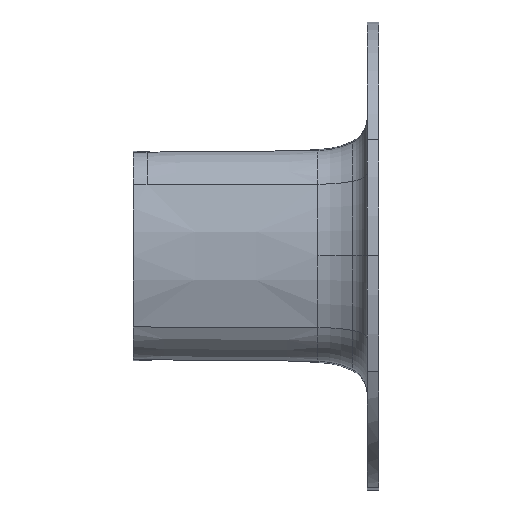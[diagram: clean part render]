
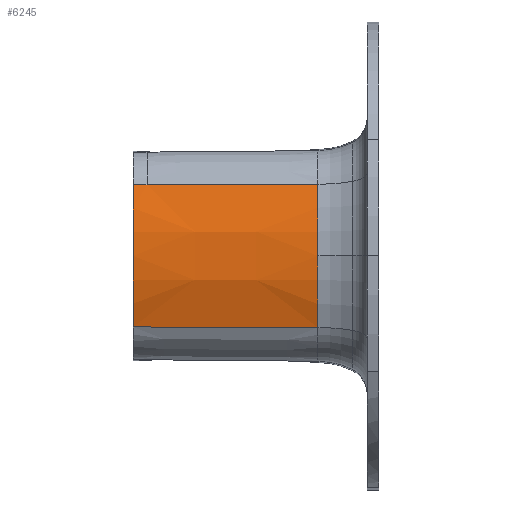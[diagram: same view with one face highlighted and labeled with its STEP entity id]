
A CAD part, top view. The second image highlights one B-rep face of the part: STEP entity #6245.
In plain terms, the highlighted conical face has half-angle 0.5 degrees and reference radius 44.015 mm.
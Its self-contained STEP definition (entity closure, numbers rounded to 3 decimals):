
#3318=CARTESIAN_POINT('Vertex',(-8.76,-15.288,17.716)) ;
#3322=CARTESIAN_POINT('Control Point',(-8.76,-15.288,17.716)) ;
#3323=CARTESIAN_POINT('Control Point',(-8.76,-13.823,18.26)) ;
#3324=CARTESIAN_POINT('Control Point',(-8.76,-12.333,18.74)) ;
#3325=CARTESIAN_POINT('Control Point',(-8.76,-10.822,19.152)) ;
#3326=CARTESIAN_POINT('Control Point',(-8.76,-7.772,19.841)) ;
#3327=CARTESIAN_POINT('Control Point',(-8.76,-4.676,20.256)) ;
#3328=CARTESIAN_POINT('Control Point',(-8.76,-3.12,20.395)) ;
#3329=CARTESIAN_POINT('Control Point',(-8.76,-1.56,20.464)) ;
#3330=CARTESIAN_POINT('Control Point',(-8.76,0.,20.464)) ;
#3331=CARTESIAN_POINT('Vertex',(-8.76,0.,20.464)) ;
#3335=CARTESIAN_POINT('Control Point',(-8.76,0.,20.464)) ;
#3336=CARTESIAN_POINT('Control Point',(-8.76,1.562,20.464)) ;
#3337=CARTESIAN_POINT('Control Point',(-8.76,3.124,20.395)) ;
#3338=CARTESIAN_POINT('Control Point',(-8.76,4.679,20.256)) ;
#3339=CARTESIAN_POINT('Control Point',(-8.76,7.775,19.841)) ;
#3340=CARTESIAN_POINT('Control Point',(-8.76,10.826,19.151)) ;
#3341=CARTESIAN_POINT('Control Point',(-8.76,12.335,18.739)) ;
#3342=CARTESIAN_POINT('Control Point',(-8.76,13.82,18.261)) ;
#3343=CARTESIAN_POINT('Control Point',(-8.76,15.284,17.718)) ;
#3344=CARTESIAN_POINT('Vertex',(-8.76,15.284,17.717)) ;
#3348=CARTESIAN_POINT('Control Point',(-8.76,15.288,17.716)) ;
#3349=CARTESIAN_POINT('Control Point',(-8.76,15.287,17.717)) ;
#3350=CARTESIAN_POINT('Control Point',(-8.76,15.286,17.717)) ;
#3351=CARTESIAN_POINT('Control Point',(-8.76,15.285,17.717)) ;
#3352=CARTESIAN_POINT('Control Point',(-8.76,15.285,17.717)) ;
#3353=CARTESIAN_POINT('Control Point',(-8.76,15.284,17.718)) ;
#3354=CARTESIAN_POINT('Vertex',(-8.76,15.288,17.716)) ;
#5932=CARTESIAN_POINT('Vertex',(30.979,-15.408,18.041)) ;
#5952=CARTESIAN_POINT('Line Origine',(18.245,-15.37,17.937)) ;
#6153=CARTESIAN_POINT('Vertex',(30.979,0.,20.811)) ;
#6156=CARTESIAN_POINT('Axis2P3D Location',(30.979,0.,-23.426)) ;
#6194=CARTESIAN_POINT('Vertex',(-5.76,15.297,17.74)) ;
#6206=CARTESIAN_POINT('Control Point',(-8.76,15.288,17.716)) ;
#6207=CARTESIAN_POINT('Control Point',(-7.76,15.291,17.724)) ;
#6208=CARTESIAN_POINT('Control Point',(-6.76,15.294,17.733)) ;
#6209=CARTESIAN_POINT('Control Point',(-5.76,15.297,17.741)) ;
#6218=CARTESIAN_POINT('Axis2P3D Location',(5.51,0.,-23.426)) ;
#6223=CARTESIAN_POINT('Axis2P3D Location',(30.979,0.,-23.426)) ;
#6227=CARTESIAN_POINT('Vertex',(30.979,15.408,18.041)) ;
#6230=CARTESIAN_POINT('Line Origine',(18.245,15.37,17.937)) ;
#5954=VECTOR('Line Direction',#5953,1.) ;
#6232=VECTOR('Line Direction',#6231,1.) ;
#5953=DIRECTION('Vector Direction',(1.,-0.003,0.008)) ;
#6157=DIRECTION('Axis2P3D Direction',(1.,0.,0.)) ;
#6219=DIRECTION('Axis2P3D Direction',(1.,0.,0.)) ;
#6220=DIRECTION('Axis2P3D XDirection',(0.,0.177,-0.984)) ;
#6224=DIRECTION('Axis2P3D Direction',(1.,0.,0.)) ;
#6231=DIRECTION('Vector Direction',(1.,0.003,0.008)) ;
#6158=AXIS2_PLACEMENT_3D('Circle Axis2P3D',#6156,#6157,$) ;
#6221=AXIS2_PLACEMENT_3D('Cone Axis2P3D',#6218,#6219,#6220) ;
#6225=AXIS2_PLACEMENT_3D('Circle Axis2P3D',#6223,#6224,$) ;
#5955=LINE('Line',#5952,#5954) ;
#6233=LINE('Line',#6230,#6232) ;
#6159=CIRCLE('generated circle',#6158,44.237) ;
#6226=CIRCLE('generated circle',#6225,44.237) ;
#6222=CONICAL_SURFACE('Cone',#6221,44.015,0.009) ;
#3333=EDGE_CURVE('',#3319,#3332,#3321,.T.) ;
#3346=EDGE_CURVE('',#3332,#3345,#3334,.T.) ;
#3356=EDGE_CURVE('',#3345,#3355,#3347,.F.) ;
#5956=EDGE_CURVE('',#3319,#5933,#5955,.T.) ;
#6160=EDGE_CURVE('',#6154,#5933,#6159,.T.) ;
#6210=EDGE_CURVE('',#3355,#6195,#6205,.T.) ;
#6229=EDGE_CURVE('',#6228,#6154,#6226,.T.) ;
#6234=EDGE_CURVE('',#6195,#6228,#6233,.T.) ;
#6236=ORIENTED_EDGE('',*,*,#6210,.F.) ;
#6237=ORIENTED_EDGE('',*,*,#3356,.F.) ;
#6238=ORIENTED_EDGE('',*,*,#3346,.F.) ;
#6239=ORIENTED_EDGE('',*,*,#3333,.F.) ;
#6240=ORIENTED_EDGE('',*,*,#5956,.T.) ;
#6241=ORIENTED_EDGE('',*,*,#6160,.F.) ;
#6242=ORIENTED_EDGE('',*,*,#6229,.F.) ;
#6243=ORIENTED_EDGE('',*,*,#6234,.F.) ;
#6235=EDGE_LOOP('',(#6236,#6237,#6238,#6239,#6240,#6241,#6242,#6243)) ;
#3319=VERTEX_POINT('',#3318) ;
#3332=VERTEX_POINT('',#3331) ;
#3345=VERTEX_POINT('',#3344) ;
#3355=VERTEX_POINT('',#3354) ;
#5933=VERTEX_POINT('',#5932) ;
#6154=VERTEX_POINT('',#6153) ;
#6195=VERTEX_POINT('',#6194) ;
#6228=VERTEX_POINT('',#6227) ;
#6245=ADVANCED_FACE('MAIN INLET BODY',(#6244),#6222,.T.) ;
#3321=B_SPLINE_CURVE_WITH_KNOTS('',5,(#3322,#3323,#3324,#3325,#3326,#3327,#3328,#3329,#3330),.UNSPECIFIED.,.F.,.U.,(6,3,6),(0.,11.045,22.076),.UNSPECIFIED.) ;
#3334=B_SPLINE_CURVE_WITH_KNOTS('',5,(#3335,#3336,#3337,#3338,#3339,#3340,#3341,#3342,#3343),.UNSPECIFIED.,.F.,.U.,(6,3,6),(0.,11.043,22.08),.UNSPECIFIED.) ;
#3347=B_SPLINE_CURVE_WITH_KNOTS('',5,(#3348,#3349,#3350,#3351,#3352,#3353),.UNSPECIFIED.,.F.,.U.,(6,6),(16.743,16.749),.UNSPECIFIED.) ;
#6205=B_SPLINE_CURVE_WITH_KNOTS('',3,(#6206,#6207,#6208,#6209),.UNSPECIFIED.,.F.,.U.,(4,4),(0.,4.243),.UNSPECIFIED.) ;
#6244=FACE_OUTER_BOUND('',#6235,.T.) ;
